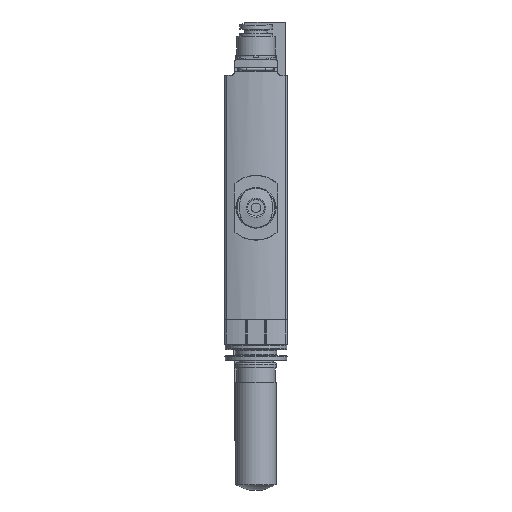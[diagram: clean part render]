
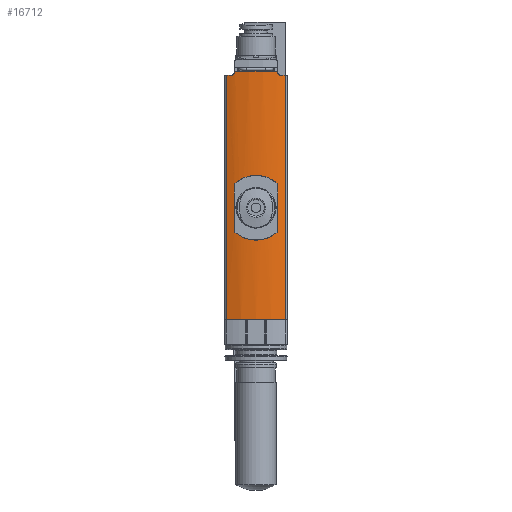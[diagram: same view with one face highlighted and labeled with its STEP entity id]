
A CAD part, front view. The second image highlights one B-rep face of the part: STEP entity #16712.
In plain terms, the highlighted cylindrical face has radius 21 mm (diameter 42 mm), a partial arc.
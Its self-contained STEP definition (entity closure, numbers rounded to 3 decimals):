
#200=B_SPLINE_CURVE_WITH_KNOTS('',3,(#23238,#23239,#23240,#23241,#23242,
#23243,#23244),.UNSPECIFIED.,.F.,.F.,(4,1,1,1,4),(0.,0.003,
0.006,0.008,0.011),
 .UNSPECIFIED.);
#201=B_SPLINE_CURVE_WITH_KNOTS('',3,(#23247,#23248,#23249,#23250),
 .UNSPECIFIED.,.F.,.F.,(4,4),(0.,0.),
 .UNSPECIFIED.);
#202=B_SPLINE_CURVE_WITH_KNOTS('',3,(#23254,#23255,#23256,#23257),
 .UNSPECIFIED.,.F.,.F.,(4,4),(0.,0.),.UNSPECIFIED.);
#203=B_SPLINE_CURVE_WITH_KNOTS('',3,(#23259,#23260,#23261,#23262,#23263,
#23264,#23265),.UNSPECIFIED.,.F.,.F.,(4,1,1,1,4),(0.,0.003,
0.006,0.008,0.011),
 .UNSPECIFIED.);
#204=B_SPLINE_CURVE_WITH_KNOTS('',3,(#23267,#23268,#23269,#23270),
 .UNSPECIFIED.,.F.,.F.,(4,4),(0.,0.),.UNSPECIFIED.);
#205=B_SPLINE_CURVE_WITH_KNOTS('',3,(#23274,#23275,#23276,#23277),
 .UNSPECIFIED.,.F.,.F.,(4,4),(0.,0.),.UNSPECIFIED.);
#206=B_SPLINE_CURVE_WITH_KNOTS('',3,(#23281,#23282,#23283,#23284,#23285),
 .UNSPECIFIED.,.F.,.F.,(4,1,4),(0.,0.001,
0.002),.UNSPECIFIED.);
#207=B_SPLINE_CURVE_WITH_KNOTS('',3,(#23297,#23298,#23299,#23300,#23301),
 .UNSPECIFIED.,.F.,.F.,(4,1,4),(0.,0.001,0.002),
 .UNSPECIFIED.);
#251=CYLINDRICAL_SURFACE('',#17574,21.);
#686=LINE('',#23252,#1809);
#687=LINE('',#23272,#1810);
#688=LINE('',#23289,#1811);
#689=LINE('',#23293,#1812);
#1809=VECTOR('',#19222,1000.);
#1810=VECTOR('',#19223,1000.);
#1811=VECTOR('',#19228,1000.);
#1812=VECTOR('',#19231,1000.);
#2987=ORIENTED_EDGE('',*,*,#6481,.T.);
#2988=ORIENTED_EDGE('',*,*,#6482,.T.);
#2989=ORIENTED_EDGE('',*,*,#6483,.T.);
#2990=ORIENTED_EDGE('',*,*,#6484,.T.);
#2991=ORIENTED_EDGE('',*,*,#6485,.T.);
#2992=ORIENTED_EDGE('',*,*,#6486,.T.);
#2993=ORIENTED_EDGE('',*,*,#6487,.T.);
#2994=ORIENTED_EDGE('',*,*,#6488,.T.);
#2995=ORIENTED_EDGE('',*,*,#6489,.F.);
#2996=ORIENTED_EDGE('',*,*,#6490,.F.);
#2997=ORIENTED_EDGE('',*,*,#6491,.F.);
#2998=ORIENTED_EDGE('',*,*,#6492,.T.);
#2999=ORIENTED_EDGE('',*,*,#6493,.T.);
#3000=ORIENTED_EDGE('',*,*,#6494,.F.);
#3001=ORIENTED_EDGE('',*,*,#6495,.F.);
#3002=ORIENTED_EDGE('',*,*,#6496,.F.);
#6481=EDGE_CURVE('',#8222,#8223,#200,.T.);
#6482=EDGE_CURVE('',#8223,#8224,#201,.T.);
#6483=EDGE_CURVE('',#8224,#8225,#686,.F.);
#6484=EDGE_CURVE('',#8225,#8226,#202,.T.);
#6485=EDGE_CURVE('',#8226,#8227,#203,.T.);
#6486=EDGE_CURVE('',#8227,#8228,#204,.T.);
#6487=EDGE_CURVE('',#8228,#8229,#687,.T.);
#6488=EDGE_CURVE('',#8229,#8222,#205,.T.);
#6489=EDGE_CURVE('',#8230,#8231,#9287,.T.);
#6490=EDGE_CURVE('',#8232,#8230,#206,.T.);
#6491=EDGE_CURVE('',#8233,#8232,#9288,.T.);
#6492=EDGE_CURVE('',#8233,#8234,#688,.T.);
#6493=EDGE_CURVE('',#8234,#8235,#9289,.T.);
#6494=EDGE_CURVE('',#8236,#8235,#689,.T.);
#6495=EDGE_CURVE('',#8237,#8236,#9290,.T.);
#6496=EDGE_CURVE('',#8231,#8237,#207,.T.);
#8222=VERTEX_POINT('',#23245);
#8223=VERTEX_POINT('',#23246);
#8224=VERTEX_POINT('',#23251);
#8225=VERTEX_POINT('',#23253);
#8226=VERTEX_POINT('',#23258);
#8227=VERTEX_POINT('',#23266);
#8228=VERTEX_POINT('',#23271);
#8229=VERTEX_POINT('',#23273);
#8230=VERTEX_POINT('',#23279);
#8231=VERTEX_POINT('',#23280);
#8232=VERTEX_POINT('',#23286);
#8233=VERTEX_POINT('',#23288);
#8234=VERTEX_POINT('',#23290);
#8235=VERTEX_POINT('',#23292);
#8236=VERTEX_POINT('',#23294);
#8237=VERTEX_POINT('',#23296);
#9287=CIRCLE('',#17575,21.);
#9288=CIRCLE('',#17576,21.);
#9289=CIRCLE('',#17577,21.);
#9290=CIRCLE('',#17578,21.);
#9858=EDGE_LOOP('',(#2987,#2988,#2989,#2990,#2991,#2992,#2993,#2994));
#9859=EDGE_LOOP('',(#2995,#2996,#2997,#2998,#2999,#3000,#3001,#3002));
#10929=FACE_BOUND('',#9858,.T.);
#10930=FACE_BOUND('',#9859,.T.);
#16712=ADVANCED_FACE('',(#10929,#10930),#251,.T.);
#17574=AXIS2_PLACEMENT_3D('',#23237,#19220,#19221);
#17575=AXIS2_PLACEMENT_3D('',#23278,#19224,#19225);
#17576=AXIS2_PLACEMENT_3D('',#23287,#19226,#19227);
#17577=AXIS2_PLACEMENT_3D('',#23291,#19229,#19230);
#17578=AXIS2_PLACEMENT_3D('',#23295,#19232,#19233);
#19220=DIRECTION('',(0.,0.,-1.));
#19221=DIRECTION('',(-1.,0.,0.));
#19222=DIRECTION('',(0.,0.,-1.));
#19223=DIRECTION('',(0.,0.,-1.));
#19224=DIRECTION('',(0.,0.,1.));
#19225=DIRECTION('',(1.,0.,0.));
#19226=DIRECTION('',(0.,0.,1.));
#19227=DIRECTION('',(1.,0.,0.));
#19228=DIRECTION('',(0.,0.,-1.));
#19229=DIRECTION('',(0.,0.,1.));
#19230=DIRECTION('',(1.,0.,0.));
#19231=DIRECTION('',(0.,0.,-1.));
#19232=DIRECTION('',(0.,0.,1.));
#19233=DIRECTION('',(1.,0.,0.));
#23237=CARTESIAN_POINT('',(0.,25.915,35.8));
#23238=CARTESIAN_POINT('',(5.075,5.538,-5.923));
#23239=CARTESIAN_POINT('',(4.377,5.364,-6.521));
#23240=CARTESIAN_POINT('',(2.786,5.044,-7.46));
#23241=CARTESIAN_POINT('',(0.004,4.851,-7.969));
#23242=CARTESIAN_POINT('',(-2.779,5.043,-7.464));
#23243=CARTESIAN_POINT('',(-4.377,5.364,-6.521));
#23244=CARTESIAN_POINT('',(-5.075,5.538,-5.923));
#23245=CARTESIAN_POINT('',(5.075,5.538,-5.923));
#23246=CARTESIAN_POINT('',(-5.075,5.538,-5.923));
#23247=CARTESIAN_POINT('',(-5.075,5.538,-5.923));
#23248=CARTESIAN_POINT('',(-5.184,5.565,-5.83));
#23249=CARTESIAN_POINT('',(-5.25,5.582,-5.689));
#23250=CARTESIAN_POINT('',(-5.25,5.582,-5.543));
#23251=CARTESIAN_POINT('',(-5.25,5.582,-5.543));
#23252=CARTESIAN_POINT('',(-5.25,5.582,35.8));
#23253=CARTESIAN_POINT('',(-5.25,5.582,5.543));
#23254=CARTESIAN_POINT('',(-5.25,5.582,5.543));
#23255=CARTESIAN_POINT('',(-5.25,5.582,5.689));
#23256=CARTESIAN_POINT('',(-5.184,5.565,5.83));
#23257=CARTESIAN_POINT('',(-5.075,5.538,5.923));
#23258=CARTESIAN_POINT('',(-5.075,5.538,5.923));
#23259=CARTESIAN_POINT('',(-5.075,5.538,5.923));
#23260=CARTESIAN_POINT('',(-4.377,5.364,6.521));
#23261=CARTESIAN_POINT('',(-2.786,5.044,7.46));
#23262=CARTESIAN_POINT('',(-0.004,4.851,7.969));
#23263=CARTESIAN_POINT('',(2.779,5.043,7.464));
#23264=CARTESIAN_POINT('',(4.377,5.364,6.521));
#23265=CARTESIAN_POINT('',(5.075,5.538,5.923));
#23266=CARTESIAN_POINT('',(5.075,5.538,5.923));
#23267=CARTESIAN_POINT('',(5.075,5.538,5.923));
#23268=CARTESIAN_POINT('',(5.184,5.565,5.83));
#23269=CARTESIAN_POINT('',(5.25,5.582,5.689));
#23270=CARTESIAN_POINT('',(5.25,5.582,5.543));
#23271=CARTESIAN_POINT('',(5.25,5.582,5.543));
#23272=CARTESIAN_POINT('',(5.25,5.582,35.8));
#23273=CARTESIAN_POINT('',(5.25,5.582,-5.543));
#23274=CARTESIAN_POINT('',(5.25,5.582,-5.543));
#23275=CARTESIAN_POINT('',(5.25,5.582,-5.689));
#23276=CARTESIAN_POINT('',(5.184,5.565,-5.83));
#23277=CARTESIAN_POINT('',(5.075,5.538,-5.923));
#23278=CARTESIAN_POINT('',(0.,25.915,33.));
#23279=CARTESIAN_POINT('',(-5.1,5.544,33.));
#23280=CARTESIAN_POINT('',(5.1,5.544,33.));
#23281=CARTESIAN_POINT('',(-6.1,5.82,32.));
#23282=CARTESIAN_POINT('',(-5.842,5.742,32.));
#23283=CARTESIAN_POINT('',(-5.33,5.6,32.205));
#23284=CARTESIAN_POINT('',(-5.1,5.544,32.731));
#23285=CARTESIAN_POINT('',(-5.1,5.544,33.));
#23286=CARTESIAN_POINT('',(-6.1,5.82,32.));
#23287=CARTESIAN_POINT('',(0.,25.915,32.));
#23288=CARTESIAN_POINT('',(-7.171,6.177,32.));
#23289=CARTESIAN_POINT('',(-7.171,6.177,35.8));
#23290=CARTESIAN_POINT('',(-7.171,6.177,-27.));
#23291=CARTESIAN_POINT('',(0.,25.915,-27.));
#23292=CARTESIAN_POINT('',(7.171,6.177,-27.));
#23293=CARTESIAN_POINT('',(7.171,6.177,35.8));
#23294=CARTESIAN_POINT('',(7.171,6.177,32.));
#23295=CARTESIAN_POINT('',(0.,25.915,32.));
#23296=CARTESIAN_POINT('',(6.1,5.82,32.));
#23297=CARTESIAN_POINT('',(5.1,5.544,33.));
#23298=CARTESIAN_POINT('',(5.1,5.544,32.731));
#23299=CARTESIAN_POINT('',(5.329,5.599,32.206));
#23300=CARTESIAN_POINT('',(5.843,5.742,32.));
#23301=CARTESIAN_POINT('',(6.1,5.82,32.));
